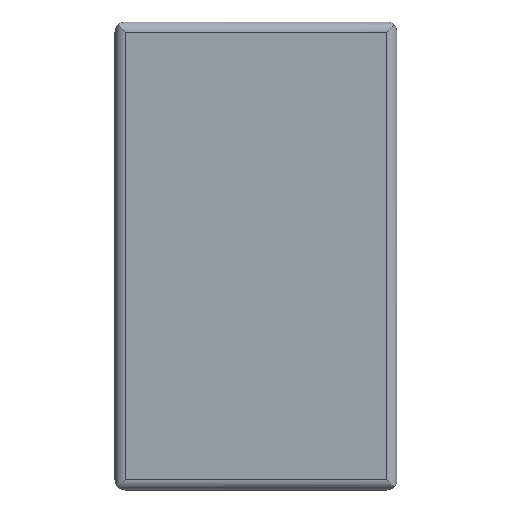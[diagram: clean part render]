
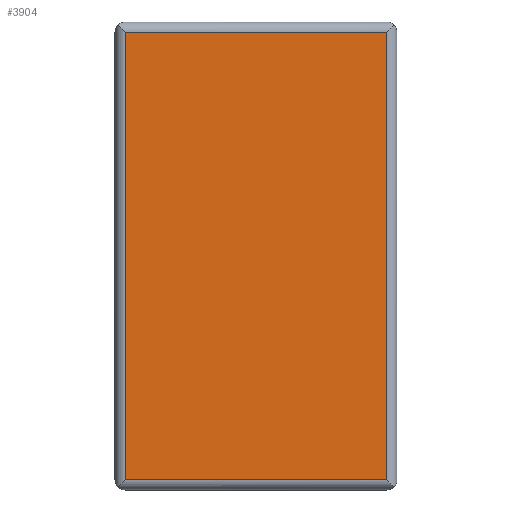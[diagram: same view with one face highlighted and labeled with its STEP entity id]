
A CAD part, front view. The second image highlights one B-rep face of the part: STEP entity #3904.
In plain terms, the highlighted planar face has unit normal (0, -1, 0).
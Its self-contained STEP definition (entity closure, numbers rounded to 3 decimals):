
#460=ORIENTED_EDGE('',*,*,#1127,.F.);
#461=ORIENTED_EDGE('',*,*,#1128,.F.);
#462=ORIENTED_EDGE('',*,*,#1129,.T.);
#463=ORIENTED_EDGE('',*,*,#1130,.T.);
#1127=EDGE_CURVE('',#1466,#1467,#1702,.F.);
#1128=EDGE_CURVE('',#1468,#1466,#1703,.T.);
#1129=EDGE_CURVE('',#1468,#1469,#1704,.F.);
#1130=EDGE_CURVE('',#1469,#1467,#1705,.T.);
#1466=VERTEX_POINT('',#5529);
#1467=VERTEX_POINT('',#5530);
#1468=VERTEX_POINT('',#5532);
#1469=VERTEX_POINT('',#5534);
#1702=LINE('',#5528,#1936);
#1703=LINE('',#5531,#1937);
#1704=LINE('',#5533,#1938);
#1705=LINE('',#5535,#1939);
#1936=VECTOR('',#4652,1000.);
#1937=VECTOR('',#4653,1000.);
#1938=VECTOR('',#4654,1000.);
#1939=VECTOR('',#4655,1000.);
#2135=EDGE_LOOP('',(#460,#461,#462,#463));
#2363=FACE_BOUND('',#2135,.T.);
#2564=PLANE('',#4143);
#3904=ADVANCED_FACE('',(#2363),#2564,.F.);
#4143=AXIS2_PLACEMENT_3D('',#5527,#4650,#4651);
#4650=DIRECTION('',(0.,1.,0.));
#4651=DIRECTION('',(0.,0.,1.));
#4652=DIRECTION('',(0.,0.,-1.));
#4653=DIRECTION('',(-1.,0.,0.));
#4654=DIRECTION('',(0.,0.,-1.));
#4655=DIRECTION('',(-1.,0.,0.));
#5527=CARTESIAN_POINT('',(-43.5,0.,74.5));
#5528=CARTESIAN_POINT('',(-43.5,0.,156.));
#5529=CARTESIAN_POINT('',(-43.5,0.,-74.5));
#5530=CARTESIAN_POINT('',(-43.5,0.,74.5));
#5531=CARTESIAN_POINT('',(47.,0.,-74.5));
#5532=CARTESIAN_POINT('',(43.5,0.,-74.5));
#5533=CARTESIAN_POINT('',(43.5,0.,156.));
#5534=CARTESIAN_POINT('',(43.5,0.,74.5));
#5535=CARTESIAN_POINT('',(47.,0.,74.5));
